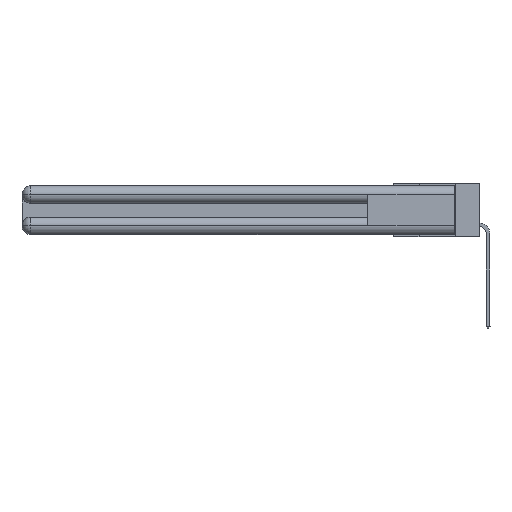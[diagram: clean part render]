
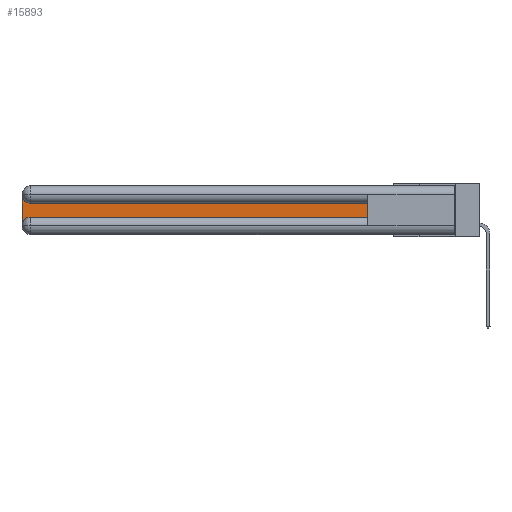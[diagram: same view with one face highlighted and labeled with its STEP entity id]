
A CAD part, left-side view. The second image highlights one B-rep face of the part: STEP entity #15893.
In plain terms, the highlighted planar face has unit normal (-1, 0, 0).
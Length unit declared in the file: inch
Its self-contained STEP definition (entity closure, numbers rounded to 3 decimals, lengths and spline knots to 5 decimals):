
#1409 = CARTESIAN_POINT ( 'NONE',  ( 0.075, 3., -0.2175 ) ) ;
#1449 = EDGE_CURVE ( 'NONE', #11218, #16270, #20375, .T. ) ;
#3817 = LINE ( 'NONE', #23802, #5078 ) ;
#5078 = VECTOR ( 'NONE', #10077, 39.37008 ) ;
#5131 = EDGE_LOOP ( 'NONE', ( #11343, #25150, #20390, #19487, #15039, #14022 ) ) ;
#5250 = CARTESIAN_POINT ( 'NONE',  ( 0.075, 2.94, -0.2175 ) ) ;
#5589 = DIRECTION ( 'NONE',  ( 0., 0., -1. ) ) ;
#6204 = CARTESIAN_POINT ( 'NONE',  ( 0.075, 2.94, -0.0625 ) ) ;
#7328 = CIRCLE ( 'NONE', #8642, 0.06 ) ;
#8508 = DIRECTION ( 'NONE',  ( 0., 0., -1. ) ) ;
#8509 = CARTESIAN_POINT ( 'NONE',  ( 0.075, 0.6, -0.1225 ) ) ;
#8642 = AXIS2_PLACEMENT_3D ( 'NONE', #23749, #21726, #5589 ) ;
#8706 = DIRECTION ( 'NONE',  ( 0., 0., -1. ) ) ;
#9146 = AXIS2_PLACEMENT_3D ( 'NONE', #6204, #14386, #8706 ) ;
#10077 = DIRECTION ( 'NONE',  ( 0., 1., 0. ) ) ;
#10377 = VERTEX_POINT ( 'NONE', #18907 ) ;
#10481 = LINE ( 'NONE', #13235, #24563 ) ;
#10543 = EDGE_CURVE ( 'NONE', #25098, #10377, #10481, .T. ) ;
#10620 = CARTESIAN_POINT ( 'NONE',  ( 0.075, 3., -0.1225 ) ) ;
#10823 = EDGE_CURVE ( 'NONE', #10377, #25792, #17650, .T. ) ;
#11218 = VERTEX_POINT ( 'NONE', #18234 ) ;
#11343 = ORIENTED_EDGE ( 'NONE', *, *, #22247, .T. ) ;
#12551 = LINE ( 'NONE', #1409, #22557 ) ;
#13235 = CARTESIAN_POINT ( 'NONE',  ( 0.075, 0.6, -0.2175 ) ) ;
#14022 = ORIENTED_EDGE ( 'NONE', *, *, #10823, .T. ) ;
#14060 = CARTESIAN_POINT ( 'NONE',  ( 0.075, 3., -0.2775 ) ) ;
#14386 = DIRECTION ( 'NONE',  ( 1., 0., 0. ) ) ;
#14959 = CARTESIAN_POINT ( 'NONE',  ( 0.075, 0.6, -0.2175 ) ) ;
#15039 = ORIENTED_EDGE ( 'NONE', *, *, #10543, .T. ) ;
#15893 = ADVANCED_FACE ( 'NONE', ( #24871 ), #22589, .F. ) ;
#16270 = VERTEX_POINT ( 'NONE', #25020 ) ;
#17650 = LINE ( 'NONE', #14959, #23929 ) ;
#17889 = AXIS2_PLACEMENT_3D ( 'NONE', #10620, #24517, #8508 ) ;
#18234 = CARTESIAN_POINT ( 'NONE',  ( 0.075, 2.94, -0.1225 ) ) ;
#18640 = EDGE_CURVE ( 'NONE', #16270, #21265, #12551, .T. ) ;
#18907 = CARTESIAN_POINT ( 'NONE',  ( 0.075, 0.6, -0.2175 ) ) ;
#19487 = ORIENTED_EDGE ( 'NONE', *, *, #22069, .T. ) ;
#20375 = CIRCLE ( 'NONE', #9146, 0.06 ) ;
#20390 = ORIENTED_EDGE ( 'NONE', *, *, #18640, .T. ) ;
#21265 = VERTEX_POINT ( 'NONE', #14060 ) ;
#21726 = DIRECTION ( 'NONE',  ( 1., 0., 0. ) ) ;
#22069 = EDGE_CURVE ( 'NONE', #21265, #25098, #7328, .T. ) ;
#22247 = EDGE_CURVE ( 'NONE', #25792, #11218, #3817, .T. ) ;
#22557 = VECTOR ( 'NONE', #23750, 39.37008 ) ;
#22589 = PLANE ( 'NONE',  #17889 ) ;
#22829 = DIRECTION ( 'NONE',  ( 0., 0., 1. ) ) ;
#23297 = DIRECTION ( 'NONE',  ( 0., -1., 0. ) ) ;
#23749 = CARTESIAN_POINT ( 'NONE',  ( 0.075, 2.94, -0.2775 ) ) ;
#23750 = DIRECTION ( 'NONE',  ( 0., 0., -1. ) ) ;
#23802 = CARTESIAN_POINT ( 'NONE',  ( 0.075, 0.6, -0.1225 ) ) ;
#23929 = VECTOR ( 'NONE', #22829, 39.37008 ) ;
#24517 = DIRECTION ( 'NONE',  ( 1., 0., 0. ) ) ;
#24563 = VECTOR ( 'NONE', #23297, 39.37008 ) ;
#24871 = FACE_OUTER_BOUND ( 'NONE', #5131, .T. ) ;
#25020 = CARTESIAN_POINT ( 'NONE',  ( 0.075, 3., -0.0625 ) ) ;
#25098 = VERTEX_POINT ( 'NONE', #5250 ) ;
#25150 = ORIENTED_EDGE ( 'NONE', *, *, #1449, .T. ) ;
#25792 = VERTEX_POINT ( 'NONE', #8509 ) ;
